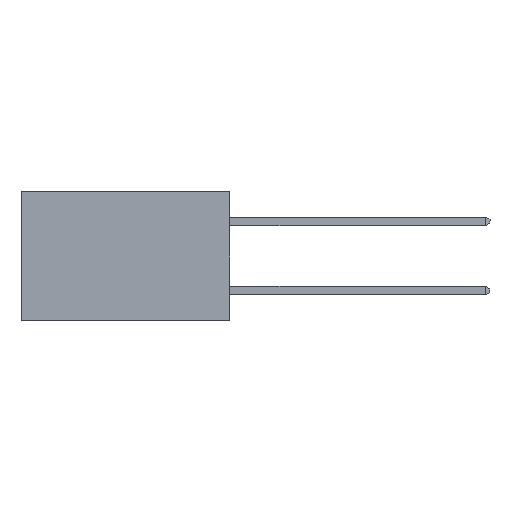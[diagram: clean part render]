
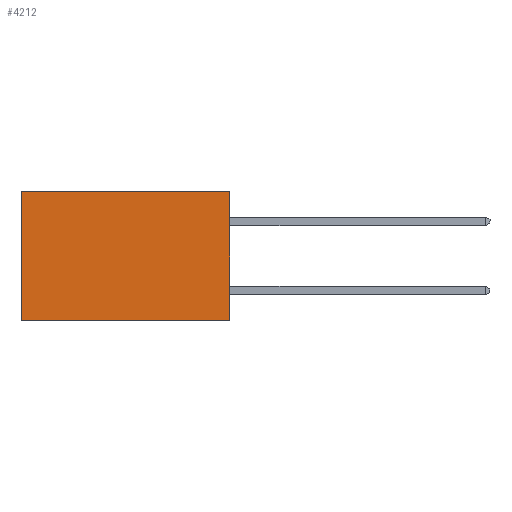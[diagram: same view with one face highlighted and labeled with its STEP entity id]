
A CAD part, left-side view. The second image highlights one B-rep face of the part: STEP entity #4212.
In plain terms, the highlighted planar face has unit normal (-1, 0, 0).
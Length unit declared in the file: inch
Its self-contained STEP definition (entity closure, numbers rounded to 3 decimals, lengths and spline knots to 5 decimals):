
#89 = AXIS2_PLACEMENT_3D ( 'NONE', #4198, #93, #5188 ) ;
#93 = DIRECTION ( 'NONE',  ( 1., 0., 0. ) ) ;
#133 = EDGE_CURVE ( 'NONE', #9457, #7339, #10140, .T. ) ;
#333 = CARTESIAN_POINT ( 'NONE',  ( 0.2615, 0.6, -0.37 ) ) ;
#546 = VECTOR ( 'NONE', #6844, 39.37008 ) ;
#723 = VECTOR ( 'NONE', #9127, 39.37008 ) ;
#842 = CARTESIAN_POINT ( 'NONE',  ( 0.2615, 0., -0.37 ) ) ;
#1080 = CARTESIAN_POINT ( 'NONE',  ( 0.2615, 0., 0. ) ) ;
#1388 = ORIENTED_EDGE ( 'NONE', *, *, #133, .T. ) ;
#3552 = VECTOR ( 'NONE', #9224, 39.37008 ) ;
#3554 = PLANE ( 'NONE',  #89 ) ;
#3628 = CARTESIAN_POINT ( 'NONE',  ( 0.2615, 0., 0. ) ) ;
#4198 = CARTESIAN_POINT ( 'NONE',  ( 0.2615, 0., -0.37 ) ) ;
#4212 = ADVANCED_FACE ( 'NONE', ( #9885 ), #3554, .F. ) ;
#4217 = VECTOR ( 'NONE', #8558, 39.37008 ) ;
#4465 = VERTEX_POINT ( 'NONE', #842 ) ;
#4478 = LINE ( 'NONE', #5880, #723 ) ;
#4906 = ORIENTED_EDGE ( 'NONE', *, *, #7129, .F. ) ;
#5188 = DIRECTION ( 'NONE',  ( 0., 0., -1. ) ) ;
#5282 = LINE ( 'NONE', #333, #4217 ) ;
#5880 = CARTESIAN_POINT ( 'NONE',  ( 0.2615, 0., -0.37 ) ) ;
#5887 = EDGE_CURVE ( 'NONE', #7339, #6535, #5282, .T. ) ;
#5964 = CARTESIAN_POINT ( 'NONE',  ( 0.2615, 0., -0.37 ) ) ;
#5986 = ORIENTED_EDGE ( 'NONE', *, *, #9251, .F. ) ;
#6535 = VERTEX_POINT ( 'NONE', #10501 ) ;
#6844 = DIRECTION ( 'NONE',  ( 0., 1., 0. ) ) ;
#7129 = EDGE_CURVE ( 'NONE', #4465, #6535, #4478, .T. ) ;
#7339 = VERTEX_POINT ( 'NONE', #9448 ) ;
#7714 = ORIENTED_EDGE ( 'NONE', *, *, #5887, .T. ) ;
#8558 = DIRECTION ( 'NONE',  ( 0., 0., -1. ) ) ;
#8837 = EDGE_LOOP ( 'NONE', ( #7714, #4906, #5986, #1388 ) ) ;
#9127 = DIRECTION ( 'NONE',  ( 0., 1., 0. ) ) ;
#9224 = DIRECTION ( 'NONE',  ( 0., 0., -1. ) ) ;
#9251 = EDGE_CURVE ( 'NONE', #9457, #4465, #10005, .T. ) ;
#9448 = CARTESIAN_POINT ( 'NONE',  ( 0.2615, 0.6, 0. ) ) ;
#9457 = VERTEX_POINT ( 'NONE', #3628 ) ;
#9885 = FACE_OUTER_BOUND ( 'NONE', #8837, .T. ) ;
#10005 = LINE ( 'NONE', #5964, #3552 ) ;
#10140 = LINE ( 'NONE', #1080, #546 ) ;
#10501 = CARTESIAN_POINT ( 'NONE',  ( 0.2615, 0.6, -0.37 ) ) ;
